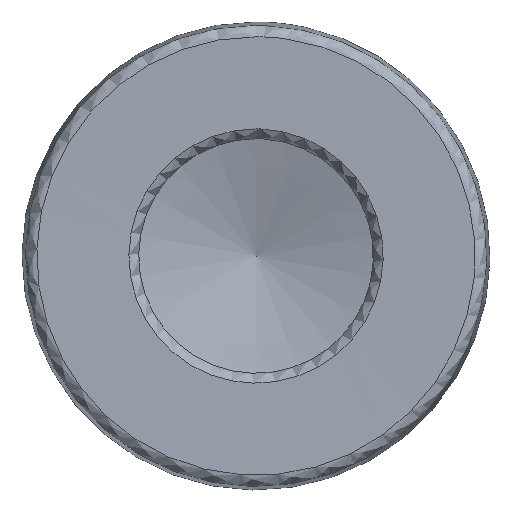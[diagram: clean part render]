
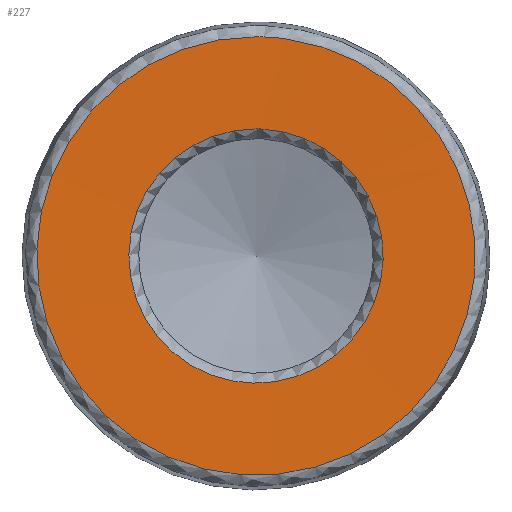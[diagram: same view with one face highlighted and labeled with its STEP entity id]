
A CAD part, left-side view. The second image highlights one B-rep face of the part: STEP entity #227.
In plain terms, the highlighted face is a revolution surface.
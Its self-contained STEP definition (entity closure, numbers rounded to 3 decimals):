
#79=LINE('',#620,#83);
#83=VECTOR('',#538,10.3);
#227=ADVANCED_FACE('',(#280,#281),#236,.T.);
#236=SURFACE_OF_REVOLUTION('',#79,#245);
#245=AXIS1_PLACEMENT('',#621,#539);
#280=FACE_BOUND('',#320,.T.);
#281=FACE_BOUND('',#321,.T.);
#320=EDGE_LOOP('',(#360));
#321=EDGE_LOOP('',(#361));
#360=ORIENTED_EDGE('',*,*,#408,.F.);
#361=ORIENTED_EDGE('',*,*,#407,.T.);
#387=VERTEX_POINT('',#615);
#388=VERTEX_POINT('',#619);
#407=EDGE_CURVE('',#387,#387,#427,.T.);
#408=EDGE_CURVE('',#388,#388,#429,.T.);
#427=CIRCLE('',#464,23.822);
#429=CIRCLE('',#466,13.817);
#464=AXIS2_PLACEMENT_3D('',#614,#531,#532);
#466=AXIS2_PLACEMENT_3D('',#618,#536,#537);
#531=DIRECTION('',(-1.,0.,0.));
#532=DIRECTION('',(0.,0.,1.));
#536=DIRECTION('',(-1.,0.,0.));
#537=DIRECTION('',(0.,0.,1.));
#538=DIRECTION('',(0.017,0.984,0.175));
#539=DIRECTION('',(-1.,0.,0.));
#614=CARTESIAN_POINT('',(0.031,0.,0.));
#615=CARTESIAN_POINT('',(0.031,0.,23.822));
#618=CARTESIAN_POINT('',(0.21,0.,0.));
#619=CARTESIAN_POINT('',(0.21,0.,13.817));
#620=CARTESIAN_POINT('',(0.031,-23.821,0.113));
#621=CARTESIAN_POINT('',(1.158,0.,0.));
